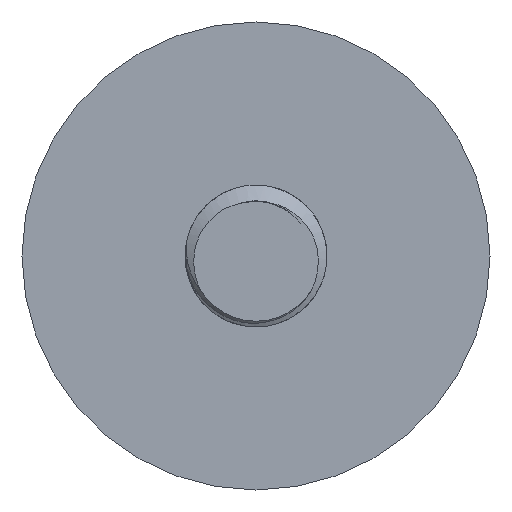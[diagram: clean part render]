
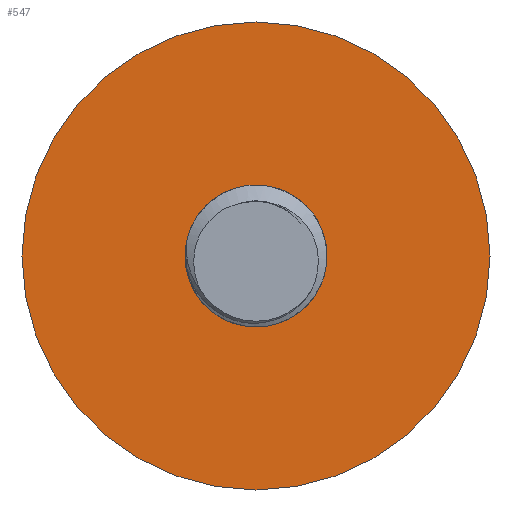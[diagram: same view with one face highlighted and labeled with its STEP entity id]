
A CAD part, front view. The second image highlights one B-rep face of the part: STEP entity #547.
In plain terms, the highlighted planar face has unit normal (0, -1, 0).
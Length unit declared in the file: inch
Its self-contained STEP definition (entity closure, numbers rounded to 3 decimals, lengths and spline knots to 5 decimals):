
#16=FACE_BOUND('',#89,.T.);
#21=PLANE('',#609);
#57=FACE_OUTER_BOUND('',#88,.T.);
#88=EDGE_LOOP('',(#467));
#89=EDGE_LOOP('',(#468));
#101=CIRCLE('',#598,0.115);
#104=CIRCLE('',#608,0.4125);
#231=VERTEX_POINT('',#5841);
#237=VERTEX_POINT('',#7811);
#301=EDGE_CURVE('',#231,#231,#101,.T.);
#313=EDGE_CURVE('',#237,#237,#104,.T.);
#467=ORIENTED_EDGE('',*,*,#313,.T.);
#468=ORIENTED_EDGE('',*,*,#301,.F.);
#547=ADVANCED_FACE('',(#57,#16),#21,.T.);
#598=AXIS2_PLACEMENT_3D('',#5843,#685,#686);
#608=AXIS2_PLACEMENT_3D('',#7812,#707,#708);
#609=AXIS2_PLACEMENT_3D('',#7814,#710,#711);
#685=DIRECTION('center_axis',(0.,-1.,0.));
#686=DIRECTION('ref_axis',(1.,0.,0.));
#707=DIRECTION('center_axis',(0.,-1.,0.));
#708=DIRECTION('ref_axis',(1.,0.,0.));
#710=DIRECTION('center_axis',(0.,-1.,0.));
#711=DIRECTION('ref_axis',(0.,0.,-1.));
#5841=CARTESIAN_POINT('',(-0.115,0.188,0.));
#5843=CARTESIAN_POINT('Origin',(0.,0.188,0.));
#7811=CARTESIAN_POINT('',(-0.4125,0.188,0.));
#7812=CARTESIAN_POINT('Origin',(0.,0.188,0.));
#7814=CARTESIAN_POINT('Origin',(0.26375,0.188,0.));
